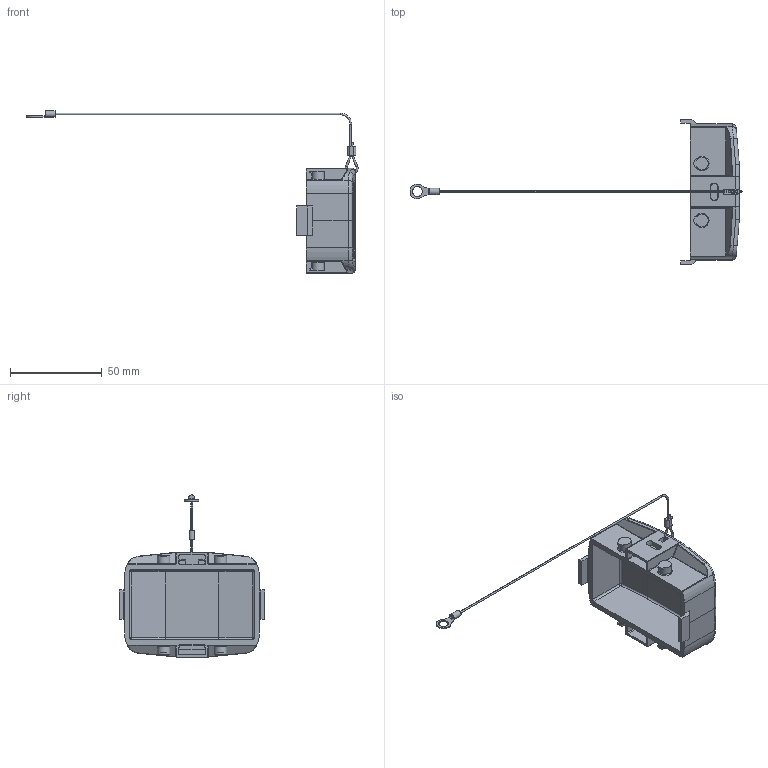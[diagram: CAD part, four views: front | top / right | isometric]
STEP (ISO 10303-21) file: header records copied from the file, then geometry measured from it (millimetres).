
FILE_DESCRIPTION(/* description */ (''),/* implementation_level */ '2;1');
FILE_NAME(/* name */ '3D_1291100008500_HM10B.P-CV-4B_2_V1.0.stp',/* time_stamp */ '2024-03-21T10:07:31+08:00',/* author */ (''),/* organization */ (''),/* preprocessor_version */ 'ST-DEVELOPER v18.1',/* originating_system */ 'SIEMENS PLM Software NX 1980',/* authorisation */ '');
FILE_SCHEMA (('AUTOMOTIVE_DESIGN { 1 0 10303 214 3 1 1 1 }'));
Length unit declared in the file: millimetre
Products named in the file (1): _model1
Bounding box: 180.54 x 79 x 88.2 mm (x, y, z)
Volume: 33476.9 mm3; surface area: 22191.6 mm2
Topology: 1 solids, 1 shells, 412 faces, 1096 edges, 699 vertices
Faces by surface type: plane 221, cylinder 133, torus 26, cone 12, bspline 11, sphere 8, revolution 1
Full cylindrical faces by diameter (mm): 3.4 x1, 6.8 x4
Entity records: 16201 total; most frequent: CARTESIAN_POINT 3907, ORIENTED_EDGE 2136, DIRECTION 1810, EDGE_CURVE 1068, VERTEX_POINT 689, LINE 631, VECTOR 631, AXIS2_PLACEMENT_3D 589
